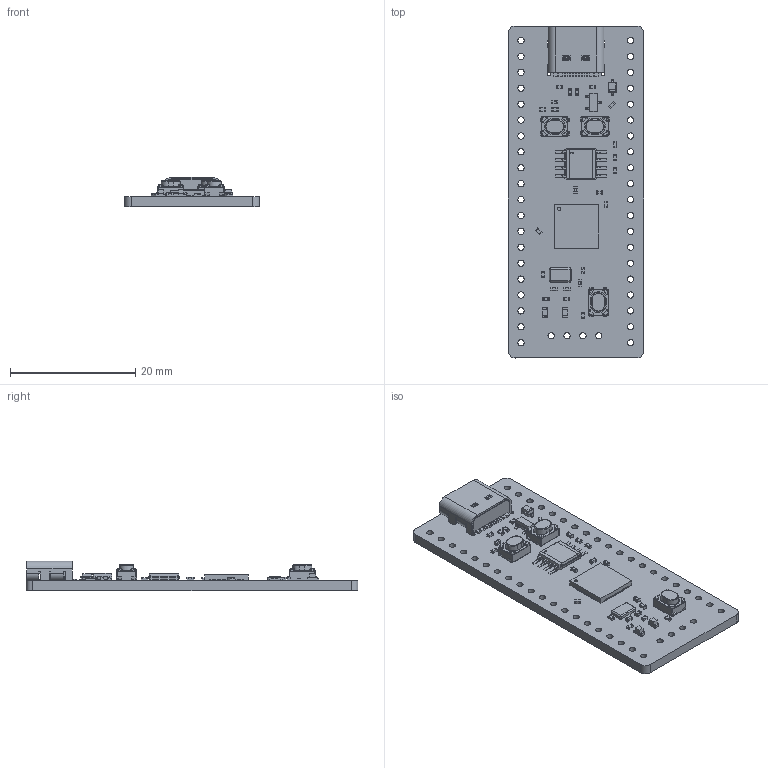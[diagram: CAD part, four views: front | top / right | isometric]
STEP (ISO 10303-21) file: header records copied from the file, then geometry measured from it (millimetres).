
FILE_DESCRIPTION(/* description */ ('KiCad electronic assembly'),/* implementation_level */ '2;1');
FILE_NAME(/* name */ 'WeAct-RP2040-Pico_v2.step',/* time_stamp */ '2023-07-05T16:40:28+02:00',/* author */ (''),/* organization */ (''),/* preprocessor_version */ 'ST-DEVELOPER v19.2',/* originating_system */ 'Autodesk Translation Framework v12.6.0.85',/* authorisation */ '');
FILE_SCHEMA (('AUTOMOTIVE_DESIGN { 1 0 10303 214 3 1 1 }'));
Length unit declared in the file: millimetre
Products named in the file (24): rp2040 1; QFN-56-1EP_7x7mm_P0.4mm_EP5.6x5.6mm; SOLID; User Library-USB Type C Port (SMD Type); COMPOUND; HTSOP-8-1EP_3.9x4.9mm_P1.27mm_EP2.4x3.2mm; SOLID_1; HSOP-8-1EP_3.9x4.9mm_P1.27mm_EP2.41x3.1mm; SOLID_2; D_SOD-323; SOLID_3; SOT-23; SOLID_4; User Library-Crystal; COMPOUND_1; rp2040 PCB; R_0402_1005Metric; SOLID_5; C_0402_1005Metric; SOLID_6; 43472; SOLID_7; LED_0603_1608Metric; SOLID_8
Assembly tree (47 placements, depth 3):
  rp2040 1
    R_0402_1005Metric  x12
      SOLID_5
    C_0402_1005Metric  x11
      SOLID_6
    43472  x3
      SOLID_7
    QFN-56-1EP_7x7mm_P0.4mm_EP5.6x5.6mm
      SOLID
    User Library-USB Type C Port (SMD Type)
      COMPOUND
    LED_0603_1608Metric  x2
      SOLID_8
    HTSOP-8-1EP_3.9x4.9mm_P1.27mm_EP2.4x3.2mm
      SOLID_1
    HSOP-8-1EP_3.9x4.9mm_P1.27mm_EP2.41x3.1mm
      SOLID_2
    D_SOD-323
      SOLID_3
    SOT-23
      SOLID_4
    User Library-Crystal
      COMPOUND_1
    rp2040 PCB
Bounding box: 21.56 x 53.02 x 4.75 mm (x, y, z)
Volume: 2066.3 mm3; surface area: 3853.1 mm2
Topology: 63 solids, 63 shells, 2981 faces, 7687 edges, 4742 vertices
Faces by surface type: plane 1841, cylinder 907, sphere 126, bspline 83, torus 18, cone 6
Full cylindrical faces by diameter (mm): 0.2 x1, 0.5 x3, 0.7 x2, 1 x44
Entity records: 54460 total; most frequent: CARTESIAN_POINT 9677, ORIENTED_EDGE 8960, DIRECTION 8924, EDGE_CURVE 4480, LINE 3500, VECTOR 3500, VERTEX_POINT 2828, AXIS2_PLACEMENT_3D 2712
